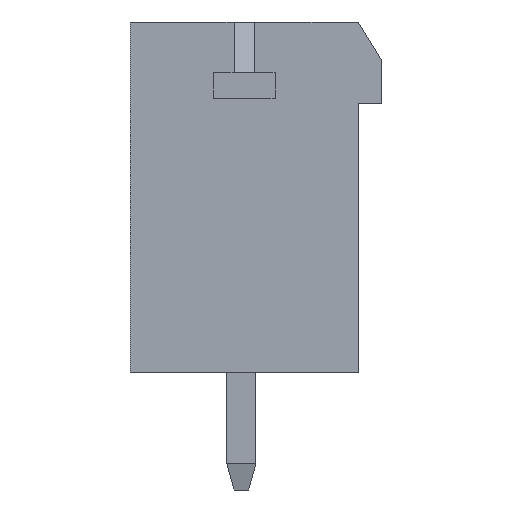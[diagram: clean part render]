
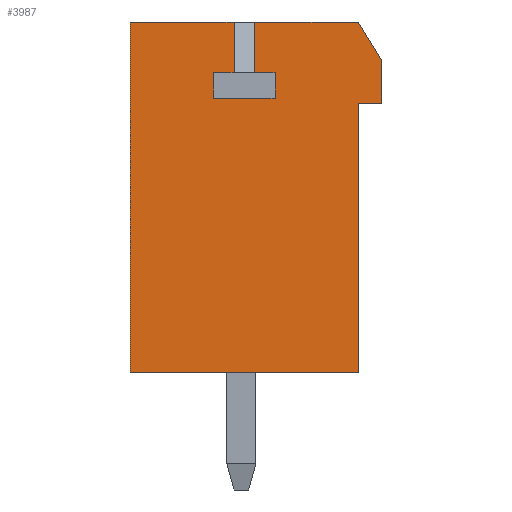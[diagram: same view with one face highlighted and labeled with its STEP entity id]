
A CAD part, left-side view. The second image highlights one B-rep face of the part: STEP entity #3987.
In plain terms, the highlighted planar face has unit normal (-1, 0, 0).
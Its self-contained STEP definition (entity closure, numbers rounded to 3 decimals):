
#96=ORIENTED_EDGE('',*,*,#1262,.T.);
#97=ORIENTED_EDGE('',*,*,#1263,.T.);
#98=ORIENTED_EDGE('',*,*,#1264,.T.);
#99=ORIENTED_EDGE('',*,*,#1265,.T.);
#100=ORIENTED_EDGE('',*,*,#1266,.T.);
#101=ORIENTED_EDGE('',*,*,#1267,.T.);
#102=ORIENTED_EDGE('',*,*,#1268,.T.);
#103=ORIENTED_EDGE('',*,*,#1269,.T.);
#104=ORIENTED_EDGE('',*,*,#1270,.T.);
#105=ORIENTED_EDGE('',*,*,#1271,.T.);
#106=ORIENTED_EDGE('',*,*,#1272,.T.);
#107=ORIENTED_EDGE('',*,*,#1273,.T.);
#108=ORIENTED_EDGE('',*,*,#1274,.T.);
#109=ORIENTED_EDGE('',*,*,#1275,.T.);
#110=ORIENTED_EDGE('',*,*,#1276,.T.);
#1262=EDGE_CURVE('',#1845,#1846,#2230,.T.);
#1263=EDGE_CURVE('',#1846,#1847,#2231,.T.);
#1264=EDGE_CURVE('',#1847,#1848,#2232,.T.);
#1265=EDGE_CURVE('',#1848,#1849,#2233,.T.);
#1266=EDGE_CURVE('',#1849,#1850,#2234,.T.);
#1267=EDGE_CURVE('',#1850,#1851,#2235,.T.);
#1268=EDGE_CURVE('',#1851,#1852,#2236,.T.);
#1269=EDGE_CURVE('',#1852,#1853,#2237,.T.);
#1270=EDGE_CURVE('',#1853,#1854,#2238,.T.);
#1271=EDGE_CURVE('',#1854,#1855,#2239,.T.);
#1272=EDGE_CURVE('',#1855,#1856,#2240,.T.);
#1273=EDGE_CURVE('',#1856,#1857,#2241,.T.);
#1274=EDGE_CURVE('',#1857,#1858,#2242,.T.);
#1275=EDGE_CURVE('',#1858,#1859,#2243,.T.);
#1276=EDGE_CURVE('',#1859,#1845,#2244,.T.);
#1845=VERTEX_POINT('',#5538);
#1846=VERTEX_POINT('',#5539);
#1847=VERTEX_POINT('',#5541);
#1848=VERTEX_POINT('',#5543);
#1849=VERTEX_POINT('',#5545);
#1850=VERTEX_POINT('',#5547);
#1851=VERTEX_POINT('',#5549);
#1852=VERTEX_POINT('',#5551);
#1853=VERTEX_POINT('',#5553);
#1854=VERTEX_POINT('',#5555);
#1855=VERTEX_POINT('',#5557);
#1856=VERTEX_POINT('',#5559);
#1857=VERTEX_POINT('',#5561);
#1858=VERTEX_POINT('',#5563);
#1859=VERTEX_POINT('',#5565);
#2230=LINE('',#5537,#2778);
#2231=LINE('',#5540,#2779);
#2232=LINE('',#5542,#2780);
#2233=LINE('',#5544,#2781);
#2234=LINE('',#5546,#2782);
#2235=LINE('',#5548,#2783);
#2236=LINE('',#5550,#2784);
#2237=LINE('',#5552,#2785);
#2238=LINE('',#5554,#2786);
#2239=LINE('',#5556,#2787);
#2240=LINE('',#5558,#2788);
#2241=LINE('',#5560,#2789);
#2242=LINE('',#5562,#2790);
#2243=LINE('',#5564,#2791);
#2244=LINE('',#5566,#2792);
#2778=VECTOR('',#4483,1000.);
#2779=VECTOR('',#4484,1000.);
#2780=VECTOR('',#4485,1000.);
#2781=VECTOR('',#4486,1000.);
#2782=VECTOR('',#4487,1000.);
#2783=VECTOR('',#4488,1000.);
#2784=VECTOR('',#4489,1000.);
#2785=VECTOR('',#4490,1000.);
#2786=VECTOR('',#4491,1000.);
#2787=VECTOR('',#4492,1000.);
#2788=VECTOR('',#4493,1000.);
#2789=VECTOR('',#4494,1000.);
#2790=VECTOR('',#4495,1000.);
#2791=VECTOR('',#4496,1000.);
#2792=VECTOR('',#4497,1000.);
#3326=EDGE_LOOP('',(#96,#97,#98,#99,#100,#101,#102,#103,#104,#105,#106,
#107,#108,#109,#110));
#3558=FACE_BOUND('',#3326,.T.);
#3790=PLANE('',#4226);
#3987=ADVANCED_FACE('',(#3558),#3790,.T.);
#4226=AXIS2_PLACEMENT_3D('',#5536,#4481,#4482);
#4481=DIRECTION('',(-1.,0.,0.));
#4482=DIRECTION('',(0.,0.,1.));
#4483=DIRECTION('',(0.,1.,0.));
#4484=DIRECTION('',(0.,0.,-1.));
#4485=DIRECTION('',(0.,-1.,0.));
#4486=DIRECTION('',(0.,0.,-1.));
#4487=DIRECTION('',(0.,1.,0.));
#4488=DIRECTION('',(0.,0.,1.));
#4489=DIRECTION('',(0.,-1.,0.));
#4490=DIRECTION('',(0.,0.,1.));
#4491=DIRECTION('',(0.,1.,0.));
#4492=DIRECTION('',(0.,0.,-1.));
#4493=DIRECTION('',(0.,-1.,0.));
#4494=DIRECTION('',(0.,0.,1.));
#4495=DIRECTION('',(0.,-1.,0.));
#4496=DIRECTION('',(0.,0.,1.));
#4497=DIRECTION('',(0.,0.524,0.852));
#5536=CARTESIAN_POINT('',(-13.7,0.,0.));
#5537=CARTESIAN_POINT('',(-13.7,-3.9,6.));
#5538=CARTESIAN_POINT('',(-13.7,-3.9,6.));
#5539=CARTESIAN_POINT('',(-13.7,-0.35,6.));
#5540=CARTESIAN_POINT('',(-13.7,-0.35,6.));
#5541=CARTESIAN_POINT('',(-13.7,-0.35,4.26));
#5542=CARTESIAN_POINT('',(-13.7,-0.35,4.26));
#5543=CARTESIAN_POINT('',(-13.7,-1.051,4.26));
#5544=CARTESIAN_POINT('',(-13.7,-1.051,4.26));
#5545=CARTESIAN_POINT('',(-13.7,-1.051,3.4));
#5546=CARTESIAN_POINT('',(-13.7,-1.051,3.4));
#5547=CARTESIAN_POINT('',(-13.7,1.051,3.4));
#5548=CARTESIAN_POINT('',(-13.7,1.051,3.4));
#5549=CARTESIAN_POINT('',(-13.7,1.051,4.26));
#5550=CARTESIAN_POINT('',(-13.7,1.051,4.26));
#5551=CARTESIAN_POINT('',(-13.7,0.35,4.26));
#5552=CARTESIAN_POINT('',(-13.7,0.35,4.26));
#5553=CARTESIAN_POINT('',(-13.7,0.35,6.));
#5554=CARTESIAN_POINT('',(-13.7,-3.9,6.));
#5555=CARTESIAN_POINT('',(-13.7,3.9,6.));
#5556=CARTESIAN_POINT('',(-13.7,3.9,6.));
#5557=CARTESIAN_POINT('',(-13.7,3.9,-6.));
#5558=CARTESIAN_POINT('',(-13.7,3.9,-6.));
#5559=CARTESIAN_POINT('',(-13.7,-3.9,-6.));
#5560=CARTESIAN_POINT('',(-13.7,-3.9,-6.));
#5561=CARTESIAN_POINT('',(-13.7,-3.9,3.2));
#5562=CARTESIAN_POINT('',(-13.7,-3.9,3.2));
#5563=CARTESIAN_POINT('',(-13.7,-4.7,3.2));
#5564=CARTESIAN_POINT('',(-13.7,-4.7,3.2));
#5565=CARTESIAN_POINT('',(-13.7,-4.7,4.7));
#5566=CARTESIAN_POINT('',(-13.7,-4.7,4.7));
